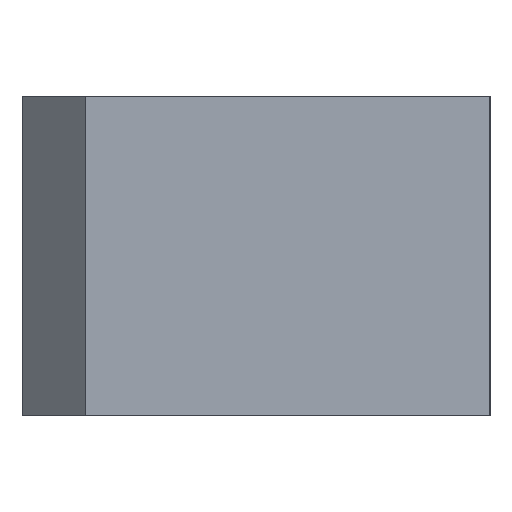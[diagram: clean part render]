
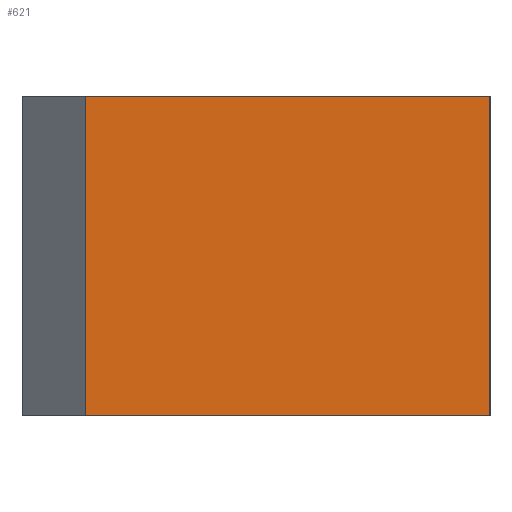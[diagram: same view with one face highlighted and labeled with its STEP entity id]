
A CAD part, left-side view. The second image highlights one B-rep face of the part: STEP entity #621.
In plain terms, the highlighted planar face has unit normal (-1, 0, 0).
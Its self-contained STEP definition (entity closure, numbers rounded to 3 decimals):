
#551 = ORIENTED_EDGE ( 'NONE', *, *, #552, .F. ) ;
#552 = EDGE_CURVE ( 'NONE', #553, #629, #3704, .T. ) ;
#553 = VERTEX_POINT ( 'NONE', #3735 ) ;
#554 = ORIENTED_EDGE ( 'NONE', *, *, #555, .T. ) ;
#555 = EDGE_CURVE ( 'NONE', #553, #625, #3734, .T. ) ;
#621 = ADVANCED_FACE ( 'NONE', ( #3925 ), #3924, .F. ) ;
#622 = EDGE_LOOP ( 'NONE', ( #623, #627, #551, #554 ) ) ;
#623 = ORIENTED_EDGE ( 'NONE', *, *, #624, .T. ) ;
#624 = EDGE_CURVE ( 'NONE', #625, #626, #3919, .T. ) ;
#625 = VERTEX_POINT ( 'NONE', #3915 ) ;
#626 = VERTEX_POINT ( 'NONE', #3914 ) ;
#627 = ORIENTED_EDGE ( 'NONE', *, *, #628, .F. ) ;
#628 = EDGE_CURVE ( 'NONE', #629, #626, #3913, .T. ) ;
#629 = VERTEX_POINT ( 'NONE', #3909 ) ;
#3704 = LINE ( 'NONE', #3738, #3737 ) ;
#3731 = DIRECTION ( 'NONE',  ( 0., 0., -1. ) ) ;
#3732 = VECTOR ( 'NONE', #3731, 1000. ) ;
#3733 = CARTESIAN_POINT ( 'NONE',  ( 0., 19., 7.5 ) ) ;
#3734 = LINE ( 'NONE', #3733, #3732 ) ;
#3735 = CARTESIAN_POINT ( 'NONE',  ( 0., 19., 7.5 ) ) ;
#3736 = DIRECTION ( 'NONE',  ( 0., -1., 0. ) ) ;
#3737 = VECTOR ( 'NONE', #3736, 1000. ) ;
#3738 = CARTESIAN_POINT ( 'NONE',  ( 0., 0., 7.5 ) ) ;
#3909 = CARTESIAN_POINT ( 'NONE',  ( 0., 0., 7.5 ) ) ;
#3910 = DIRECTION ( 'NONE',  ( 0., 0., -1. ) ) ;
#3911 = VECTOR ( 'NONE', #3910, 1000. ) ;
#3912 = CARTESIAN_POINT ( 'NONE',  ( 0., 0., 7.5 ) ) ;
#3913 = LINE ( 'NONE', #3912, #3911 ) ;
#3914 = CARTESIAN_POINT ( 'NONE',  ( 0., 0., -7.5 ) ) ;
#3915 = CARTESIAN_POINT ( 'NONE',  ( 0., 19., -7.5 ) ) ;
#3916 = DIRECTION ( 'NONE',  ( 0., -1., 0. ) ) ;
#3917 = VECTOR ( 'NONE', #3916, 1000. ) ;
#3918 = CARTESIAN_POINT ( 'NONE',  ( 0., 0., -7.5 ) ) ;
#3919 = LINE ( 'NONE', #3918, #3917 ) ;
#3920 = DIRECTION ( 'NONE',  ( 0., 0., -1. ) ) ;
#3921 = DIRECTION ( 'NONE',  ( 1., 0., 0. ) ) ;
#3922 = AXIS2_PLACEMENT_3D ( 'NONE', #3923, #3921, #3920 ) ;
#3923 = CARTESIAN_POINT ( 'NONE',  ( 0., 0., 7.5 ) ) ;
#3924 = PLANE ( 'NONE',  #3922 ) ;
#3925 = FACE_OUTER_BOUND ( 'NONE', #622, .T. ) ;
